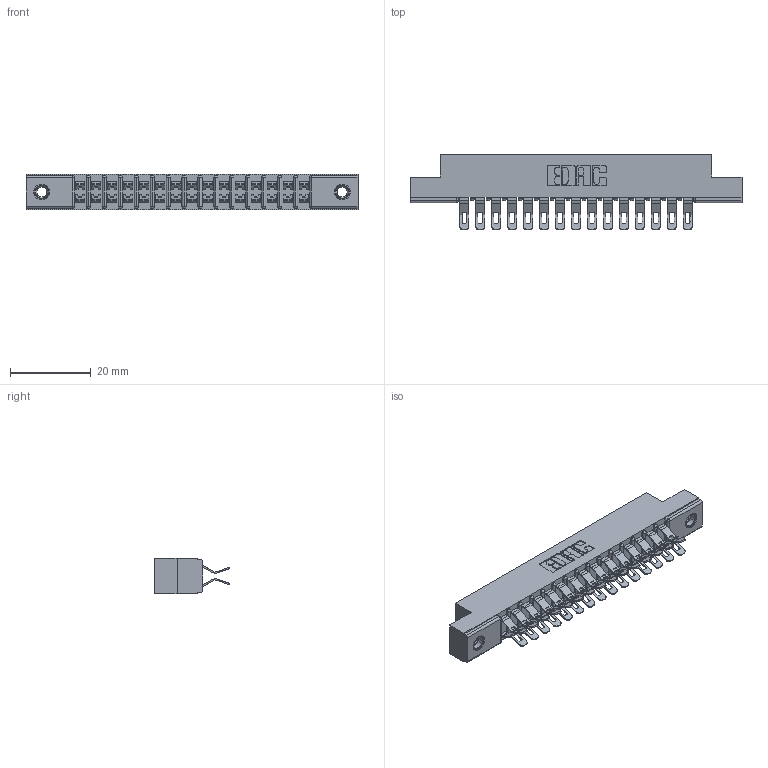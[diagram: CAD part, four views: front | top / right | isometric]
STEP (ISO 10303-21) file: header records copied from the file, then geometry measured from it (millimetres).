
FILE_DESCRIPTION (( 'STEP AP203' ), '1' );
FILE_NAME ('357-030-455-207.STEP', '2020-10-03T13:30:34', ( '' ), ( '' ), 'SwSTEP 2.0', 'SolidWorks 2020', '' );
FILE_SCHEMA (( 'CONFIG_CONTROL_DESIGN' ));
Length unit declared in the file: inch
Products named in the file (4): 357-030-455-207; 307 Part_.156 Dia Mounting Holes; 307-290-001_555; 345-250-001_345-250-005-103
Assembly tree (33 placements, depth 2):
  357-030-455-207
    307 Part_.156 Dia Mounting Holes
    307-290-001_555  x30
    345-250-001_345-250-005-103  x2
Bounding box: 82.45 x 18.75 x 8.71 mm (x, y, z)
Volume: 5469.7 mm3; surface area: 9827.5 mm2
Topology: 33 solids, 33 shells, 2024 faces, 5889 edges, 3834 vertices
Faces by surface type: plane 1122, cylinder 854, sphere 32, cone 12, torus 4
Entity records: 18390 total; most frequent: CARTESIAN_POINT 3006, DIRECTION 2972, ORIENTED_EDGE 2972, EDGE_CURVE 1486, LINE 1116, VECTOR 1116, VERTEX_POINT 962, AXIS2_PLACEMENT_3D 928
